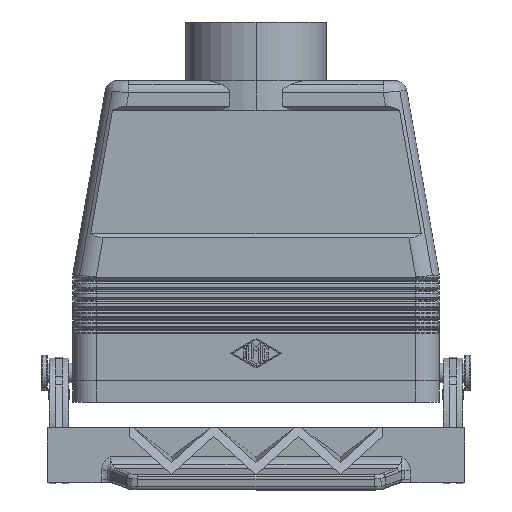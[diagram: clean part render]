
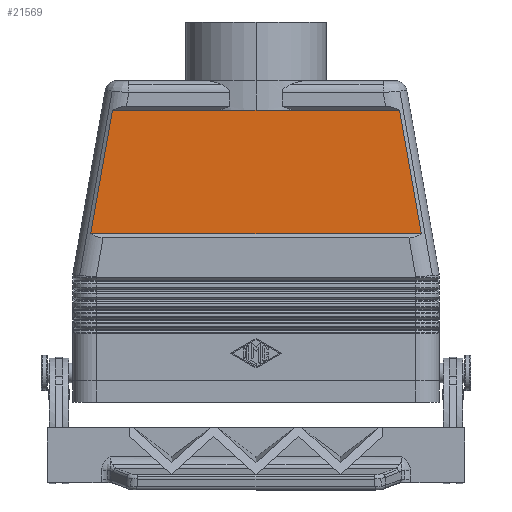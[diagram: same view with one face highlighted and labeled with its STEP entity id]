
A CAD part, front view. The second image highlights one B-rep face of the part: STEP entity #21569.
In plain terms, the highlighted planar face has unit normal (0, -1, 0).
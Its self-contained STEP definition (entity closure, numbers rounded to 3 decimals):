
#1890=CARTESIAN_POINT('',(-42.174,-20.5,43.));
#1891=VERTEX_POINT('',#1890);
#1899=CARTESIAN_POINT('',(-36.619,-20.5,74.5));
#1900=VERTEX_POINT('',#1899);
#1901=CARTESIAN_POINT('',(-42.174,-20.5,43.));
#1902=DIRECTION('',(0.174,0.,0.985));
#1903=VECTOR('',#1902,31.986);
#1904=LINE('',#1901,#1903);
#1905=EDGE_CURVE('',#1891,#1900,#1904,.T.);
#5246=CARTESIAN_POINT('',(9.274,-20.5,74.5));
#5247=VERTEX_POINT('',#5246);
#5396=CARTESIAN_POINT('',(36.619,-20.5,74.5));
#5397=VERTEX_POINT('',#5396);
#5405=CARTESIAN_POINT('',(42.174,-20.5,43.));
#5406=VERTEX_POINT('',#5405);
#5407=CARTESIAN_POINT('',(36.619,-20.5,74.5));
#5408=DIRECTION('',(0.174,0.,-0.985));
#5409=VECTOR('',#5408,31.986);
#5410=LINE('',#5407,#5409);
#5411=EDGE_CURVE('',#5397,#5406,#5410,.T.);
#21133=CARTESIAN_POINT('',(-9.274,-20.5,74.5));
#21134=VERTEX_POINT('',#21133);
#21135=CARTESIAN_POINT('',(9.274,-20.5,74.5));
#21136=DIRECTION('',(-1.0,0.0,0.0));
#21137=VECTOR('',#21136,18.547);
#21138=LINE('',#21135,#21137);
#21139=EDGE_CURVE('',#5247,#21134,#21138,.T.);
#21470=CARTESIAN_POINT('',(-9.274,-20.5,74.5));
#21471=DIRECTION('',(-1.0,0.0,0.0));
#21472=VECTOR('',#21471,27.346);
#21473=LINE('',#21470,#21472);
#21474=EDGE_CURVE('',#21134,#1900,#21473,.T.);
#21485=CARTESIAN_POINT('',(36.619,-20.5,74.5));
#21486=DIRECTION('',(-1.0,0.0,0.0));
#21487=VECTOR('',#21486,27.346);
#21488=LINE('',#21485,#21487);
#21489=EDGE_CURVE('',#5397,#5247,#21488,.T.);
#21551=CARTESIAN_POINT('',(0.0,-20.5,74.5));
#21552=DIRECTION('',(0.0,1.0,0.0));
#21553=DIRECTION('',(0.0,0.0,1.0));
#21554=AXIS2_PLACEMENT_3D('',#21551,#21552,#21553);
#21555=PLANE('',#21554);
#21556=ORIENTED_EDGE('',*,*,#1905,.F.);
#21557=CARTESIAN_POINT('',(42.174,-20.5,43.));
#21558=DIRECTION('',(-1.0,0.0,0.0));
#21559=VECTOR('',#21558,84.348);
#21560=LINE('',#21557,#21559);
#21561=EDGE_CURVE('',#5406,#1891,#21560,.T.);
#21562=ORIENTED_EDGE('',*,*,#21561,.F.);
#21563=ORIENTED_EDGE('',*,*,#5411,.F.);
#21564=ORIENTED_EDGE('',*,*,#21489,.T.);
#21565=ORIENTED_EDGE('',*,*,#21139,.T.);
#21566=ORIENTED_EDGE('',*,*,#21474,.T.);
#21567=EDGE_LOOP('',(#21556,#21562,#21563,#21564,#21565,#21566));
#21568=FACE_OUTER_BOUND('',#21567,.T.);
#21569=ADVANCED_FACE('',(#21568),#21555,.F.);
